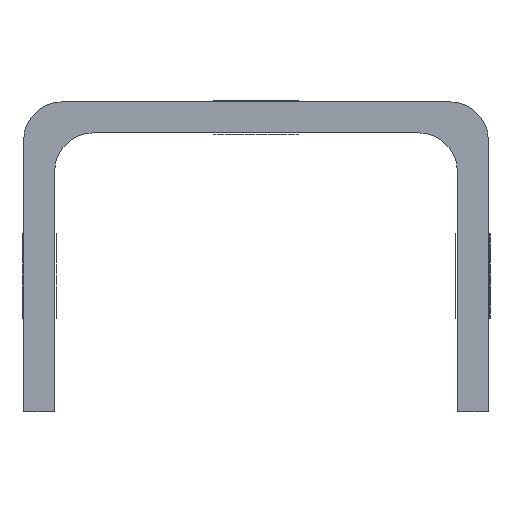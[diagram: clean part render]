
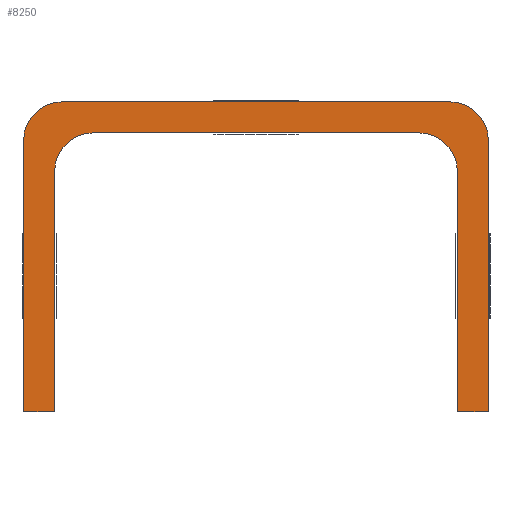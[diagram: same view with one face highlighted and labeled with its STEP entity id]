
A CAD part, left-side view. The second image highlights one B-rep face of the part: STEP entity #8250.
In plain terms, the highlighted planar face has unit normal (-1, 0, 0).
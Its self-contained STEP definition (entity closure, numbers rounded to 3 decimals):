
#456=FACE_OUTER_BOUND('',#830,.T.);
#830=EDGE_LOOP('',(#6593,#6594,#6595,#6596,#6597,#6598,#6599,#6600,#6601,
#6602,#6603,#6604));
#1267=CIRCLE('',#9478,5.);
#1269=CIRCLE('',#9482,5.);
#1272=CIRCLE('',#9487,5.);
#1273=CIRCLE('',#9490,5.);
#1997=LINE('',#13959,#2745);
#2001=LINE('',#13971,#2749);
#2006=LINE('',#13986,#2754);
#2009=LINE('',#13992,#2757);
#2010=LINE('',#13993,#2758);
#2011=LINE('',#13995,#2759);
#2012=LINE('',#13997,#2760);
#2013=LINE('',#13999,#2761);
#2745=VECTOR('',#10936,1.);
#2749=VECTOR('',#10948,1.);
#2754=VECTOR('',#10961,1.);
#2757=VECTOR('',#10966,1.);
#2758=VECTOR('',#10967,1.);
#2759=VECTOR('',#10968,1.);
#2760=VECTOR('',#10969,1.);
#2761=VECTOR('',#10970,1.);
#3629=VERTEX_POINT('',#13949);
#3630=VERTEX_POINT('',#13950);
#3633=VERTEX_POINT('',#13958);
#3635=VERTEX_POINT('',#13964);
#3637=VERTEX_POINT('',#13970);
#3641=VERTEX_POINT('',#13979);
#3642=VERTEX_POINT('',#13981);
#3643=VERTEX_POINT('',#13985);
#3645=VERTEX_POINT('',#13991);
#3646=VERTEX_POINT('',#13994);
#3647=VERTEX_POINT('',#13996);
#3648=VERTEX_POINT('',#13998);
#5093=EDGE_CURVE('',#3629,#3630,#1267,.T.);
#5097=EDGE_CURVE('',#3630,#3633,#1997,.T.);
#5100=EDGE_CURVE('',#3633,#3635,#1269,.T.);
#5103=EDGE_CURVE('',#3635,#3637,#2001,.T.);
#5108=EDGE_CURVE('',#3641,#3642,#1272,.T.);
#5110=EDGE_CURVE('',#3642,#3643,#2006,.T.);
#5113=EDGE_CURVE('',#3645,#3641,#2009,.T.);
#5114=EDGE_CURVE('',#3637,#3645,#2010,.T.);
#5115=EDGE_CURVE('',#3646,#3629,#2011,.T.);
#5116=EDGE_CURVE('',#3647,#3646,#2012,.T.);
#5117=EDGE_CURVE('',#3648,#3647,#2013,.T.);
#5118=EDGE_CURVE('',#3643,#3648,#1273,.T.);
#6593=ORIENTED_EDGE('',*,*,#5108,.F.);
#6594=ORIENTED_EDGE('',*,*,#5113,.F.);
#6595=ORIENTED_EDGE('',*,*,#5114,.F.);
#6596=ORIENTED_EDGE('',*,*,#5103,.F.);
#6597=ORIENTED_EDGE('',*,*,#5100,.F.);
#6598=ORIENTED_EDGE('',*,*,#5097,.F.);
#6599=ORIENTED_EDGE('',*,*,#5093,.F.);
#6600=ORIENTED_EDGE('',*,*,#5115,.F.);
#6601=ORIENTED_EDGE('',*,*,#5116,.F.);
#6602=ORIENTED_EDGE('',*,*,#5117,.F.);
#6603=ORIENTED_EDGE('',*,*,#5118,.F.);
#6604=ORIENTED_EDGE('',*,*,#5110,.F.);
#7877=PLANE('',#9489);
#8250=ADVANCED_FACE('',(#456),#7877,.F.);
#9478=AXIS2_PLACEMENT_3D('',#13951,#10928,#10929);
#9482=AXIS2_PLACEMENT_3D('',#13965,#10941,#10942);
#9487=AXIS2_PLACEMENT_3D('',#13982,#10956,#10957);
#9489=AXIS2_PLACEMENT_3D('',#13990,#10964,#10965);
#9490=AXIS2_PLACEMENT_3D('',#14000,#10971,#10972);
#10928=DIRECTION('center_axis',(-1.,0.,0.));
#10929=DIRECTION('ref_axis',(0.,-0.707,0.707));
#10936=DIRECTION('',(0.,1.,0.));
#10941=DIRECTION('center_axis',(-1.,0.,0.));
#10942=DIRECTION('ref_axis',(0.,0.707,0.707));
#10948=DIRECTION('',(0.,0.,-1.));
#10956=DIRECTION('center_axis',(1.,0.,0.));
#10957=DIRECTION('ref_axis',(0.,0.707,0.707));
#10961=DIRECTION('',(0.,-1.,0.));
#10964=DIRECTION('center_axis',(1.,0.,0.));
#10965=DIRECTION('ref_axis',(0.,0.,-1.));
#10966=DIRECTION('',(0.,0.,1.));
#10967=DIRECTION('',(0.,1.,0.));
#10968=DIRECTION('',(0.,0.,1.));
#10969=DIRECTION('',(0.,1.,0.));
#10970=DIRECTION('',(0.,0.,-1.));
#10971=DIRECTION('center_axis',(1.,0.,0.));
#10972=DIRECTION('ref_axis',(0.,-0.707,0.707));
#13949=CARTESIAN_POINT('',(0.,28.818,52.528));
#13950=CARTESIAN_POINT('',(0.,33.818,57.528));
#13951=CARTESIAN_POINT('Origin',(0.,33.818,52.528));
#13958=CARTESIAN_POINT('',(0.,75.818,57.528));
#13959=CARTESIAN_POINT('',(0.,28.818,57.528));
#13964=CARTESIAN_POINT('',(0.,80.818,52.528));
#13965=CARTESIAN_POINT('Origin',(0.,75.818,52.528));
#13970=CARTESIAN_POINT('',(0.,80.818,21.528));
#13971=CARTESIAN_POINT('',(0.,80.818,57.528));
#13979=CARTESIAN_POINT('',(0.,84.818,56.528));
#13981=CARTESIAN_POINT('',(0.,79.818,61.528));
#13982=CARTESIAN_POINT('Origin',(0.,79.818,56.528));
#13985=CARTESIAN_POINT('',(0.,29.818,61.528));
#13986=CARTESIAN_POINT('',(0.,84.818,61.528));
#13990=CARTESIAN_POINT('Origin',(0.,54.818,47.881));
#13991=CARTESIAN_POINT('',(0.,84.818,21.528));
#13992=CARTESIAN_POINT('',(0.,84.818,21.528));
#13993=CARTESIAN_POINT('',(0.,80.818,21.528));
#13994=CARTESIAN_POINT('',(0.,28.818,21.528));
#13995=CARTESIAN_POINT('',(0.,28.818,21.528));
#13996=CARTESIAN_POINT('',(0.,24.818,21.528));
#13997=CARTESIAN_POINT('',(0.,24.818,21.528));
#13998=CARTESIAN_POINT('',(0.,24.818,56.528));
#13999=CARTESIAN_POINT('',(0.,24.818,61.528));
#14000=CARTESIAN_POINT('Origin',(0.,29.818,56.528));
